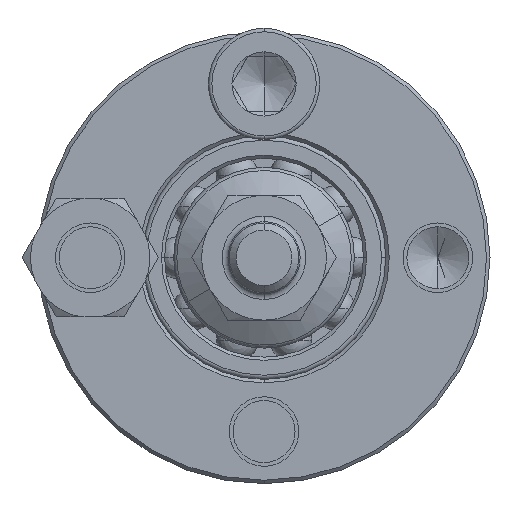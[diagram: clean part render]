
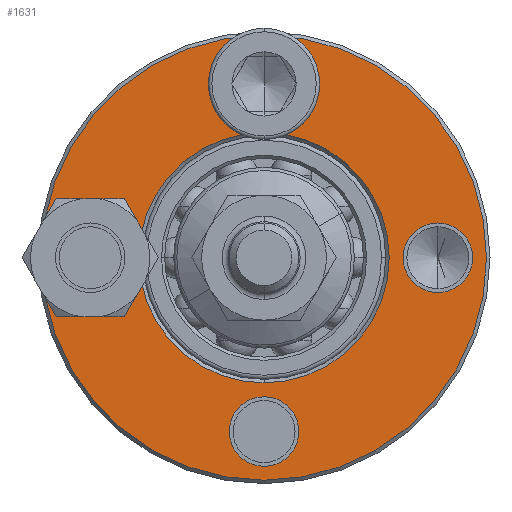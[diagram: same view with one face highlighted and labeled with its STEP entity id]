
A CAD part, front view. The second image highlights one B-rep face of the part: STEP entity #1631.
In plain terms, the highlighted planar face has unit normal (0, -1, 0).
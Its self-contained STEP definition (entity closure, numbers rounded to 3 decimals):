
#798=FACE_BOUND('',#2873,.F.);
#799=FACE_BOUND('',#2874,.F.);
#800=FACE_BOUND('',#2875,.F.);
#801=FACE_BOUND('',#2876,.F.);
#802=FACE_BOUND('',#2877,.F.);
#904=PLANE('',#11824);
#1631=ADVANCED_FACE('',(#798,#799,#800,#801,#802,#2239),#904,.T.);
#2239=FACE_OUTER_BOUND('',#2878,.F.);
#2873=EDGE_LOOP('',(#4616,#4617));
#2874=EDGE_LOOP('',(#4618,#4619));
#2875=EDGE_LOOP('',(#4620,#4621));
#2876=EDGE_LOOP('',(#4622,#4623));
#2877=EDGE_LOOP('',(#4624,#4625));
#2878=EDGE_LOOP('',(#4626,#4627));
#4616=ORIENTED_EDGE('',*,*,#7800,.T.);
#4617=ORIENTED_EDGE('',*,*,#7799,.T.);
#4618=ORIENTED_EDGE('',*,*,#7802,.T.);
#4619=ORIENTED_EDGE('',*,*,#7801,.T.);
#4620=ORIENTED_EDGE('',*,*,#7791,.T.);
#4621=ORIENTED_EDGE('',*,*,#7792,.T.);
#4622=ORIENTED_EDGE('',*,*,#7789,.T.);
#4623=ORIENTED_EDGE('',*,*,#7790,.T.);
#4624=ORIENTED_EDGE('',*,*,#7796,.T.);
#4625=ORIENTED_EDGE('',*,*,#7795,.T.);
#4626=ORIENTED_EDGE('',*,*,#7805,.F.);
#4627=ORIENTED_EDGE('',*,*,#7804,.F.);
#7789=EDGE_CURVE('',#9618,#9617,#8804,.T.);
#7790=EDGE_CURVE('',#9617,#9618,#8805,.T.);
#7791=EDGE_CURVE('',#9616,#9615,#8806,.T.);
#7792=EDGE_CURVE('',#9615,#9616,#8807,.T.);
#7795=EDGE_CURVE('',#9612,#9611,#8810,.T.);
#7796=EDGE_CURVE('',#9611,#9612,#8811,.T.);
#7799=EDGE_CURVE('',#9608,#9607,#8814,.T.);
#7800=EDGE_CURVE('',#9607,#9608,#8815,.T.);
#7801=EDGE_CURVE('',#9606,#9605,#8816,.T.);
#7802=EDGE_CURVE('',#9605,#9606,#8817,.T.);
#7804=EDGE_CURVE('',#9602,#9601,#8819,.T.);
#7805=EDGE_CURVE('',#9601,#9602,#8820,.T.);
#8804=CIRCLE('',#11767,5.);
#8805=CIRCLE('',#11768,5.);
#8806=CIRCLE('',#11769,5.);
#8807=CIRCLE('',#11770,5.);
#8810=CIRCLE('',#11773,5.);
#8811=CIRCLE('',#11774,5.);
#8814=CIRCLE('',#11777,5.);
#8815=CIRCLE('',#11778,5.);
#8816=CIRCLE('',#11779,18.);
#8817=CIRCLE('',#11780,18.);
#8819=CIRCLE('',#11782,32.);
#8820=CIRCLE('',#11783,32.);
#9601=VERTEX_POINT('',#17919);
#9602=VERTEX_POINT('',#17920);
#9605=VERTEX_POINT('',#17923);
#9606=VERTEX_POINT('',#17924);
#9607=VERTEX_POINT('',#17925);
#9608=VERTEX_POINT('',#17926);
#9611=VERTEX_POINT('',#17929);
#9612=VERTEX_POINT('',#17930);
#9615=VERTEX_POINT('',#17933);
#9616=VERTEX_POINT('',#17934);
#9617=VERTEX_POINT('',#17935);
#9618=VERTEX_POINT('',#17936);
#11767=AXIS2_PLACEMENT_3D('',#17937,#14610,#14611);
#11768=AXIS2_PLACEMENT_3D('',#17938,#14612,#14613);
#11769=AXIS2_PLACEMENT_3D('',#17939,#14614,#14615);
#11770=AXIS2_PLACEMENT_3D('',#17940,#14616,#14617);
#11773=AXIS2_PLACEMENT_3D('',#17943,#14622,#14623);
#11774=AXIS2_PLACEMENT_3D('',#17944,#14624,#14625);
#11777=AXIS2_PLACEMENT_3D('',#17947,#14630,#14631);
#11778=AXIS2_PLACEMENT_3D('',#17948,#14632,#14633);
#11779=AXIS2_PLACEMENT_3D('',#17949,#14634,#14635);
#11780=AXIS2_PLACEMENT_3D('',#17950,#14636,#14637);
#11782=AXIS2_PLACEMENT_3D('',#17952,#14640,#14641);
#11783=AXIS2_PLACEMENT_3D('',#17953,#14642,#14643);
#11824=AXIS2_PLACEMENT_3D('',#18026,#14756,#14757);
#14610=DIRECTION('',(0.,-1.,0.));
#14611=DIRECTION('',(-1.,0.,0.));
#14612=DIRECTION('',(0.,-1.,0.));
#14613=DIRECTION('',(1.,0.,0.));
#14614=DIRECTION('',(0.,-1.,0.));
#14615=DIRECTION('',(1.,0.,0.));
#14616=DIRECTION('',(0.,-1.,0.));
#14617=DIRECTION('',(-1.,0.,0.));
#14622=DIRECTION('',(0.,-1.,0.));
#14623=DIRECTION('',(0.,0.,-1.));
#14624=DIRECTION('',(0.,-1.,0.));
#14625=DIRECTION('',(0.,0.,1.));
#14630=DIRECTION('',(0.,-1.,0.));
#14631=DIRECTION('',(0.,0.,1.));
#14632=DIRECTION('',(0.,-1.,0.));
#14633=DIRECTION('',(0.,0.,-1.));
#14634=DIRECTION('',(0.,-1.,0.));
#14635=DIRECTION('',(0.,0.,-1.));
#14636=DIRECTION('',(0.,-1.,0.));
#14637=DIRECTION('',(0.,0.,1.));
#14640=DIRECTION('',(0.,-1.,0.));
#14641=DIRECTION('',(0.,0.,-1.));
#14642=DIRECTION('',(0.,-1.,0.));
#14643=DIRECTION('',(0.,0.,1.));
#14756=DIRECTION('',(0.,-1.,0.));
#14757=DIRECTION('',(-1.,0.,0.));
#17919=CARTESIAN_POINT('',(0.,-83.,32.));
#17920=CARTESIAN_POINT('',(0.,-83.,-32.));
#17923=CARTESIAN_POINT('',(0.,-83.,18.));
#17924=CARTESIAN_POINT('',(0.,-83.,-18.));
#17925=CARTESIAN_POINT('',(25.,-83.,-5.));
#17926=CARTESIAN_POINT('',(25.,-83.,5.));
#17929=CARTESIAN_POINT('',(-25.,-83.,5.));
#17930=CARTESIAN_POINT('',(-25.,-83.,-5.));
#17933=CARTESIAN_POINT('',(-5.,-83.,25.));
#17934=CARTESIAN_POINT('',(5.,-83.,25.));
#17935=CARTESIAN_POINT('',(5.,-83.,-25.));
#17936=CARTESIAN_POINT('',(-5.,-83.,-25.));
#17937=CARTESIAN_POINT('',(0.,-83.,-25.));
#17938=CARTESIAN_POINT('',(0.,-83.,-25.));
#17939=CARTESIAN_POINT('',(0.,-83.,25.));
#17940=CARTESIAN_POINT('',(0.,-83.,25.));
#17943=CARTESIAN_POINT('',(-25.,-83.,0.));
#17944=CARTESIAN_POINT('',(-25.,-83.,0.));
#17947=CARTESIAN_POINT('',(25.,-83.,0.));
#17948=CARTESIAN_POINT('',(25.,-83.,0.));
#17949=CARTESIAN_POINT('',(0.,-83.,0.));
#17950=CARTESIAN_POINT('',(0.,-83.,0.));
#17952=CARTESIAN_POINT('',(0.,-83.,0.));
#17953=CARTESIAN_POINT('',(0.,-83.,0.));
#18026=CARTESIAN_POINT('',(33.15,-83.,33.15));
